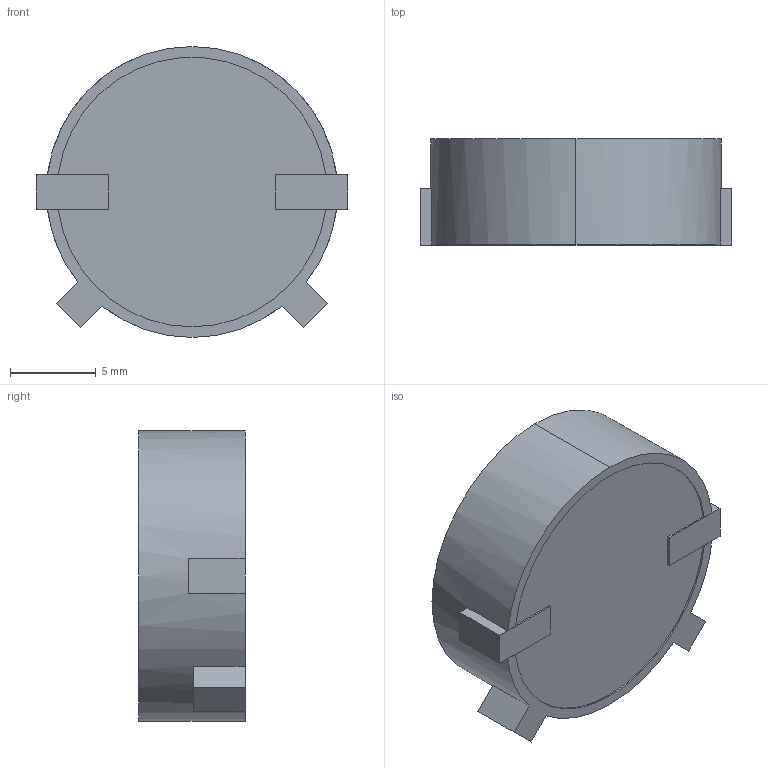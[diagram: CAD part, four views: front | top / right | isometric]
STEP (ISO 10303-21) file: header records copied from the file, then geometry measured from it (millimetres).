
FILE_DESCRIPTION (( 'STEP AP214' ), '1' );
FILE_NAME ('CPT-1762-90-SMT-TR.STEP', '2020-04-03T18:34:44', ( '' ), ( '' ), 'SwSTEP 2.0', 'SolidWorks 2017', '' );
FILE_SCHEMA (( 'AUTOMOTIVE_DESIGN' ));
Length unit declared in the file: millimetre
Products named in the file (1): CPT-1762-90-SMT-TR
Bounding box: 18.2 x 6.2 x 17 mm (x, y, z)
Volume: 1391.4 mm3; surface area: 1019.3 mm2
Topology: 3 solids, 3 shells, 56 faces, 135 edges, 90 vertices
Faces by surface type: plane 45, cylinder 11
Entity records: 1681 total; most frequent: CARTESIAN_POINT 282, DIRECTION 279, ORIENTED_EDGE 270, EDGE_CURVE 135, LINE 105, VECTOR 105, VERTEX_POINT 90, AXIS2_PLACEMENT_3D 87
